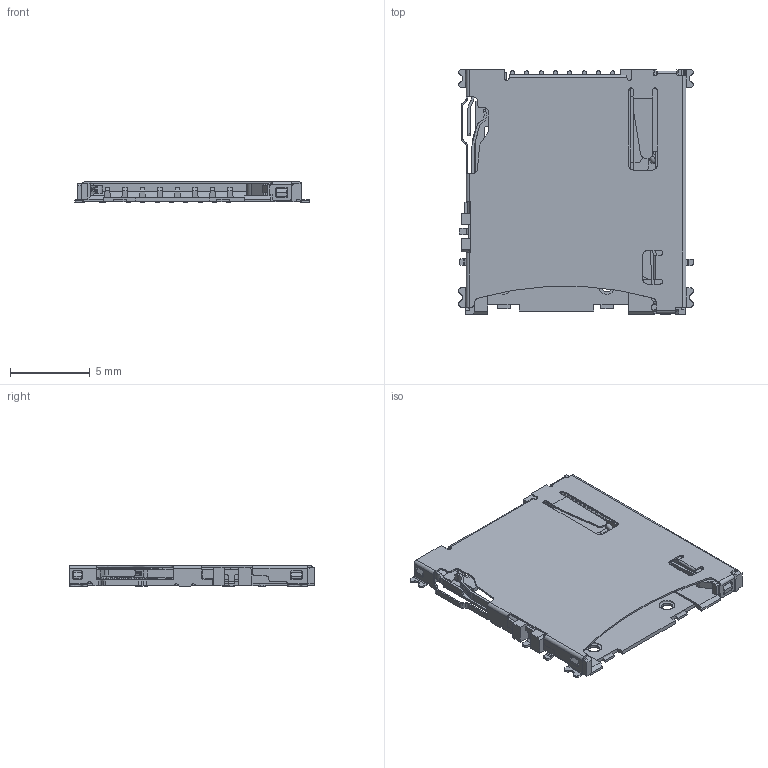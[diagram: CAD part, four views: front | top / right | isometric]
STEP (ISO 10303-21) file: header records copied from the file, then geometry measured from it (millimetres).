
FILE_DESCRIPTION(/* description */ ('Unknown'),/* implementation_level */ '2;1');
FILE_NAME(/* name */ '693071030811',/* time_stamp */ '2019-07-31T16:46:55+02:00',/* author */ ('Unknown'),/* organization */ ('Unknown'),/* preprocessor_version */ 'ST-DEVELOPER v16.7',/* originating_system */ 'DEX',/* authorisation */ $);
FILE_SCHEMA (('AUTOMOTIVE_DESIGN {1 0 10303 214 3 1 1}'));
Length unit declared in the file: millimetre
Products named in the file (8): 693071030811; 693071030811_Housing; 693071030811_Contact; 693071030811_Guide; 693071030811_Spring; 693071030811_Hook; 693071030811_Agraphe; 693071030811_Shielding
Assembly tree (7 placements, depth 2):
  693071030811
    693071030811_Housing
    693071030811_Contact
    693071030811_Guide
    693071030811_Spring
    693071030811_Hook
    693071030811_Agraphe
    693071030811_Shielding
Bounding box: 14.72 x 15.35 x 1.3 mm (x, y, z)
Volume: 93.1 mm3; surface area: 1182.5 mm2
Topology: 16 solids, 16 shells, 1733 faces, 4985 edges, 3300 vertices
Faces by surface type: plane 1032, cylinder 686, torus 8, cone 5, bspline 2
Full cylindrical faces by diameter (mm): 0.29 x3, 0.35 x1, 0.45 x24, 0.5 x2, 0.7 x9, 0.96 x1, 1 x2
Entity records: 59238 total; most frequent: CARTESIAN_POINT 12136, ORIENTED_EDGE 9866, DIRECTION 9814, EDGE_CURVE 4933, LINE 3504, VECTOR 3504, VERTEX_POINT 3296, AXIS2_PLACEMENT_3D 3155
